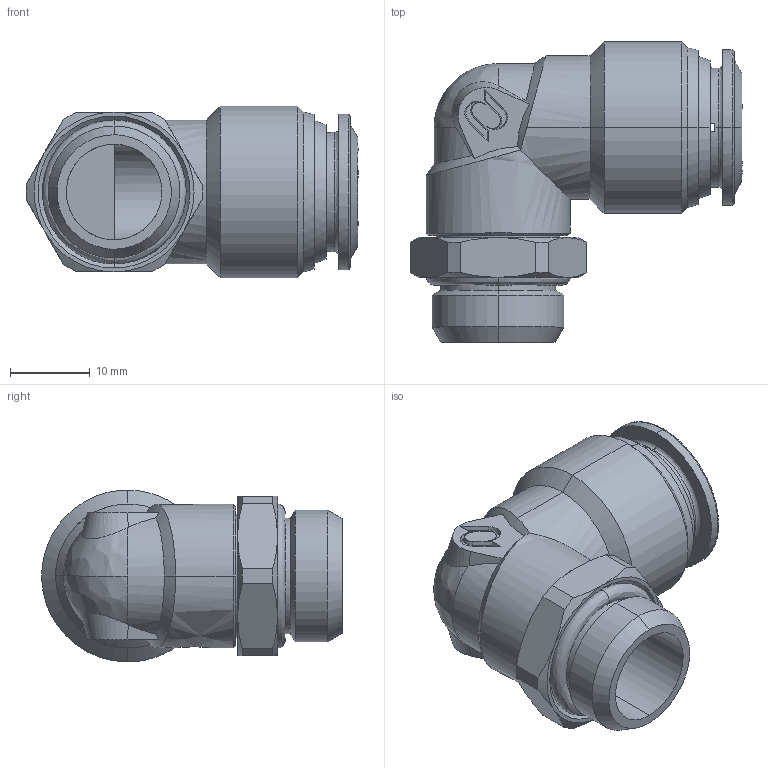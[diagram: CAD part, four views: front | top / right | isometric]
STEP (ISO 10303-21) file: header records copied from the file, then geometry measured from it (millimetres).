
FILE_DESCRIPTION (( 'STEP AP214' ), '1' );
FILE_NAME ('PL12-G03_ME.STEP', '2018-09-03T13:48:05', ( '' ), ( '' ), 'SwSTEP 2.0', 'SolidWorks 2018', '' );
FILE_SCHEMA (( 'AUTOMOTIVE_DESIGN' ));
Length unit declared in the file: millimetre
Products named in the file (1): PL12-G03_ME
Bounding box: 41.64 x 37.71 x 21.56 mm (x, y, z)
Volume: 8995.7 mm3; surface area: 6484.9 mm2
Topology: 1 solids, 1 shells, 130 faces, 352 edges, 229 vertices
Faces by surface type: bspline 124, cylinder 4, plane 2
Entity records: 7711 total; most frequent: CARTESIAN_POINT 4860, ORIENTED_EDGE 700, EDGE_CURVE 350, B_SPLINE_CURVE_WITH_KNOTS 277, VERTEX_POINT 229, EDGE_LOOP 143, ADVANCED_FACE 130, FACE_OUTER_BOUND 130
